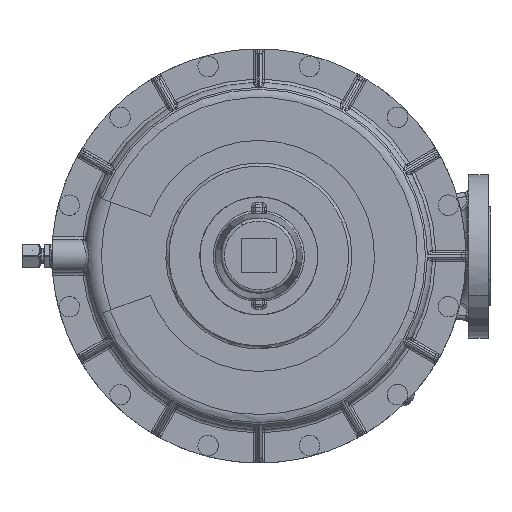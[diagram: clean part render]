
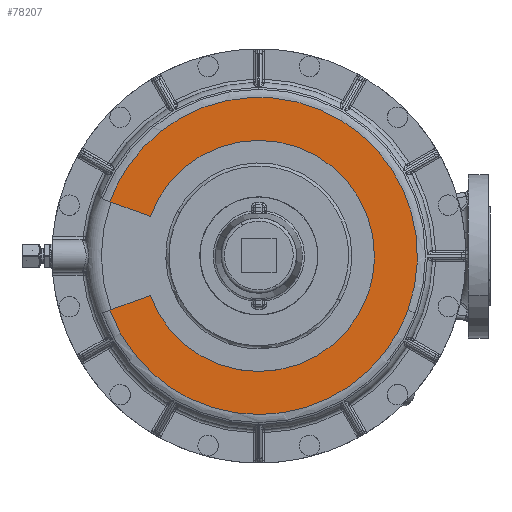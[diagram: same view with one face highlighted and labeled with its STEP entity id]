
A CAD part, top view. The second image highlights one B-rep face of the part: STEP entity #78207.
In plain terms, the highlighted planar face has unit normal (0, 0, 1).
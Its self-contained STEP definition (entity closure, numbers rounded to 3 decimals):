
#58532=CARTESIAN_POINT('Vertex',(-138.605,-50.448,217.)) ;
#58535=CARTESIAN_POINT('Line Origine',(-119.811,-43.608,217.)) ;
#58539=CARTESIAN_POINT('Vertex',(-101.017,-36.767,217.)) ;
#61570=CARTESIAN_POINT('Vertex',(-101.017,36.767,217.)) ;
#61573=CARTESIAN_POINT('Line Origine',(-119.811,43.608,217.)) ;
#61577=CARTESIAN_POINT('Vertex',(-138.605,50.448,217.)) ;
#62725=CARTESIAN_POINT('Vertex',(107.5,0.,217.)) ;
#62728=CARTESIAN_POINT('Axis2P3D Location',(0.,0.,217.)) ;
#62744=CARTESIAN_POINT('Vertex',(101.017,-36.767,217.)) ;
#62747=CARTESIAN_POINT('Axis2P3D Location',(0.,0.,217.)) ;
#78137=CARTESIAN_POINT('Axis2P3D Location',(147.5,0.,217.)) ;
#78143=CARTESIAN_POINT('Control Point',(-138.605,-50.448,217.)) ;
#78144=CARTESIAN_POINT('Control Point',(-133.924,-63.307,217.)) ;
#78145=CARTESIAN_POINT('Control Point',(-127.753,-75.623,217.)) ;
#78146=CARTESIAN_POINT('Control Point',(-120.173,-87.167,217.)) ;
#78147=CARTESIAN_POINT('Control Point',(-102.476,-108.284,217.)) ;
#78148=CARTESIAN_POINT('Control Point',(-80.416,-124.791,217.)) ;
#78149=CARTESIAN_POINT('Control Point',(-68.473,-131.724,217.)) ;
#78150=CARTESIAN_POINT('Control Point',(-43.198,-142.691,217.)) ;
#78151=CARTESIAN_POINT('Control Point',(-16.084,-147.584,217.)) ;
#78152=CARTESIAN_POINT('Control Point',(-2.301,-148.44,217.)) ;
#78153=CARTESIAN_POINT('Control Point',(25.21,-146.94,217.)) ;
#78154=CARTESIAN_POINT('Control Point',(51.648,-139.184,217.)) ;
#78155=CARTESIAN_POINT('Control Point',(64.358,-133.783,217.)) ;
#78156=CARTESIAN_POINT('Control Point',(88.291,-120.132,217.)) ;
#78157=CARTESIAN_POINT('Control Point',(108.464,-101.366,217.)) ;
#78158=CARTESIAN_POINT('Control Point',(117.414,-90.85,217.)) ;
#78159=CARTESIAN_POINT('Control Point',(127.107,-76.327,217.)) ;
#78160=CARTESIAN_POINT('Control Point',(134.531,-60.644,217.)) ;
#78161=CARTESIAN_POINT('Control Point',(135.995,-57.287,217.)) ;
#78162=CARTESIAN_POINT('Control Point',(137.353,-53.887,217.)) ;
#78163=CARTESIAN_POINT('Control Point',(138.605,-50.448,217.)) ;
#78164=CARTESIAN_POINT('Vertex',(138.605,-50.448,217.)) ;
#78168=CARTESIAN_POINT('Control Point',(138.605,-50.448,217.)) ;
#78169=CARTESIAN_POINT('Control Point',(143.285,-37.589,217.)) ;
#78170=CARTESIAN_POINT('Control Point',(146.474,-24.187,217.)) ;
#78171=CARTESIAN_POINT('Control Point',(148.088,-10.472,217.)) ;
#78172=CARTESIAN_POINT('Control Point',(148.105,17.08,217.)) ;
#78173=CARTESIAN_POINT('Control Point',(141.817,43.905,217.)) ;
#78174=CARTESIAN_POINT('Control Point',(137.124,56.892,217.)) ;
#78175=CARTESIAN_POINT('Control Point',(124.812,81.541,217.)) ;
#78176=CARTESIAN_POINT('Control Point',(107.186,102.717,217.)) ;
#78177=CARTESIAN_POINT('Control Point',(97.178,112.232,217.)) ;
#78178=CARTESIAN_POINT('Control Point',(75.139,128.768,217.)) ;
#78179=CARTESIAN_POINT('Control Point',(49.901,139.82,217.)) ;
#78180=CARTESIAN_POINT('Control Point',(36.693,143.852,217.)) ;
#78181=CARTESIAN_POINT('Control Point',(9.585,148.779,217.)) ;
#78182=CARTESIAN_POINT('Control Point',(-17.931,147.371,217.)) ;
#78183=CARTESIAN_POINT('Control Point',(-31.547,145.067,217.)) ;
#78184=CARTESIAN_POINT('Control Point',(-57.995,137.344,217.)) ;
#78185=CARTESIAN_POINT('Control Point',(-81.974,123.774,217.)) ;
#78186=CARTESIAN_POINT('Control Point',(-93.12,115.622,217.)) ;
#78187=CARTESIAN_POINT('Control Point',(-111.019,99.014,217.)) ;
#78188=CARTESIAN_POINT('Control Point',(-125.129,79.168,217.)) ;
#78189=CARTESIAN_POINT('Control Point',(-130.485,69.989,217.)) ;
#78190=CARTESIAN_POINT('Control Point',(-134.99,60.38,217.)) ;
#78191=CARTESIAN_POINT('Control Point',(-138.605,50.448,217.)) ;
#78193=CARTESIAN_POINT('Axis2P3D Location',(0.,0.,217.)) ;
#58536=DIRECTION('Vector Direction',(0.94,0.342,0.)) ;
#61574=DIRECTION('Vector Direction',(0.94,-0.342,0.)) ;
#62729=DIRECTION('Axis2P3D Direction',(0.,0.,-1.)) ;
#62748=DIRECTION('Axis2P3D Direction',(0.,0.,-1.)) ;
#78138=DIRECTION('Axis2P3D Direction',(0.,0.,-1.)) ;
#78139=DIRECTION('Axis2P3D XDirection',(1.,0.,0.)) ;
#78194=DIRECTION('Axis2P3D Direction',(0.,0.,-1.)) ;
#62730=AXIS2_PLACEMENT_3D('Circle Axis2P3D',#62728,#62729,$) ;
#62749=AXIS2_PLACEMENT_3D('Circle Axis2P3D',#62747,#62748,$) ;
#78140=AXIS2_PLACEMENT_3D('Plane Axis2P3D',#78137,#78138,#78139) ;
#78195=AXIS2_PLACEMENT_3D('Circle Axis2P3D',#78193,#78194,$) ;
#78199=ORIENTED_EDGE('',*,*,#78166,.F.) ;
#78200=ORIENTED_EDGE('',*,*,#78192,.F.) ;
#78201=ORIENTED_EDGE('',*,*,#61579,.T.) ;
#78202=ORIENTED_EDGE('',*,*,#62732,.T.) ;
#78203=ORIENTED_EDGE('',*,*,#62751,.T.) ;
#78204=ORIENTED_EDGE('',*,*,#78197,.T.) ;
#78205=ORIENTED_EDGE('',*,*,#58541,.F.) ;
#58537=VECTOR('Line Direction',#58536,1.) ;
#61575=VECTOR('Line Direction',#61574,1.) ;
#78207=ADVANCED_FACE('Brep With Voids',(#78206),#78141,.F.) ;
#78142=B_SPLINE_CURVE_WITH_KNOTS('',5,(#78143,#78144,#78145,#78146,#78147,#78148,#78149,#78150,#78151,#78152,#78153,#78154,#78155,#78156,#78157,#78158,#78159,#78160,#78161,#78162,#78163),.UNSPECIFIED.,.F.,.U.,(6,3,3,3,3,3,6),(0.,96.763,193.527,290.29,387.053,483.817,509.693),.UNSPECIFIED.) ;
#78167=B_SPLINE_CURVE_WITH_KNOTS('',5,(#78168,#78169,#78170,#78171,#78172,#78173,#78174,#78175,#78176,#78177,#78178,#78179,#78180,#78181,#78182,#78183,#78184,#78185,#78186,#78187,#78188,#78189,#78190,#78191),.UNSPECIFIED.,.F.,.U.,(6,3,3,3,3,3,3,6),(0.,96.763,193.527,290.29,387.053,483.817,580.58,655.32),.UNSPECIFIED.) ;
#62731=CIRCLE('generated circle',#62730,107.5) ;
#62750=CIRCLE('generated circle',#62749,107.5) ;
#78196=CIRCLE('generated circle',#78195,107.5) ;
#58541=EDGE_CURVE('',#58533,#58540,#58538,.T.) ;
#61579=EDGE_CURVE('',#61578,#61571,#61576,.T.) ;
#62732=EDGE_CURVE('',#61571,#62726,#62731,.T.) ;
#62751=EDGE_CURVE('',#62726,#62745,#62750,.T.) ;
#78166=EDGE_CURVE('',#78165,#58533,#78142,.F.) ;
#78192=EDGE_CURVE('',#61578,#78165,#78167,.F.) ;
#78197=EDGE_CURVE('',#62745,#58540,#78196,.T.) ;
#78198=EDGE_LOOP('',(#78199,#78200,#78201,#78202,#78203,#78204,#78205)) ;
#78206=FACE_OUTER_BOUND('',#78198,.T.) ;
#58538=LINE('Line',#58535,#58537) ;
#61576=LINE('Line',#61573,#61575) ;
#78141=PLANE('',#78140) ;
#58533=VERTEX_POINT('',#58532) ;
#58540=VERTEX_POINT('',#58539) ;
#61571=VERTEX_POINT('',#61570) ;
#61578=VERTEX_POINT('',#61577) ;
#62726=VERTEX_POINT('',#62725) ;
#62745=VERTEX_POINT('',#62744) ;
#78165=VERTEX_POINT('',#78164) ;
